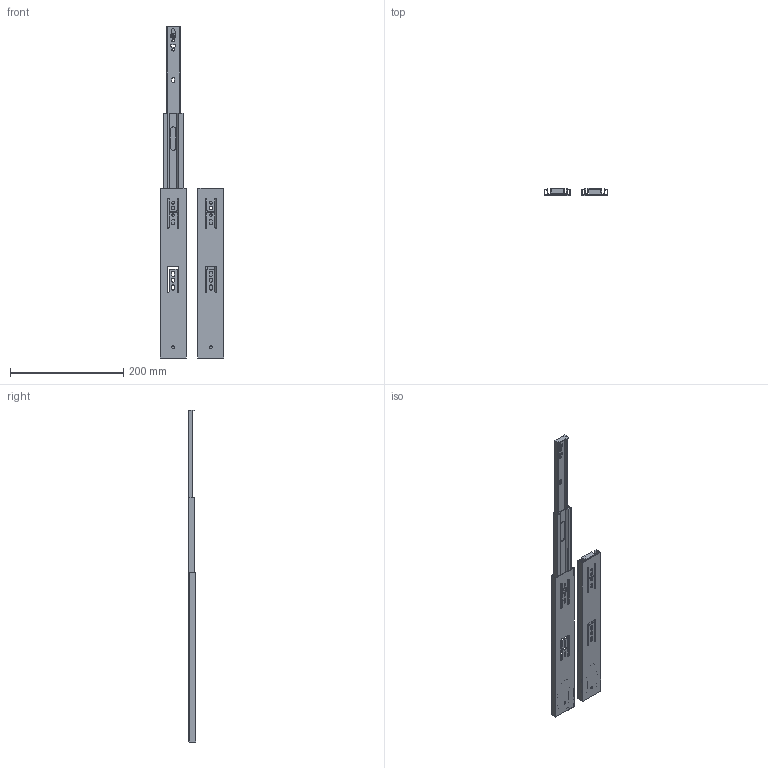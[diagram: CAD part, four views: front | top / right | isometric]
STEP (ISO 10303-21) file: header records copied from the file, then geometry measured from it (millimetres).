
FILE_DESCRIPTION((''),'2;1');
FILE_NAME('DZ3832-0030SC Open & Closed Internet Version (a).stp','2006-11-17T12:29:37',('mbignel'),(''),'Autodesk Inventor 11','Autodesk Inventor 11','');
FILE_SCHEMA(('AUTOMOTIVE_DESIGN { 1 0 10303 214 1 1 1 1 }'));
Length unit declared in the file: millimetre
Products named in the file (3): DZ3832-0030SC Open & Closed Internet Version (a); DZ3832-0030SC Closed Internet Version (a); DZ3832-0030SC Open Internet Version (a)
Assembly tree (2 placements, depth 2):
  DZ3832-0030SC Open & Closed Internet Version (a)
    DZ3832-0030SC Closed Internet Version (a)
    DZ3832-0030SC Open Internet Version (a)
Bounding box: 112.41 x 12.7 x 586 mm (x, y, z)
Volume: 126144.3 mm3; surface area: 185668.9 mm2
Topology: 6 solids, 6 shells, 312 faces, 892 edges, 590 vertices
Faces by surface type: plane 214, cylinder 96, cone 2
Full cylindrical faces by diameter (mm): 4.2 x2, 4.4 x4, 4.6 x6, 6.4 x4
Entity records: 10284 total; most frequent: CARTESIAN_POINT 1781, ORIENTED_EDGE 1748, DIRECTION 1722, EDGE_CURVE 874, VECTOR 660, LINE 660, VERTEX_POINT 590, AXIS2_PLACEMENT_3D 531
